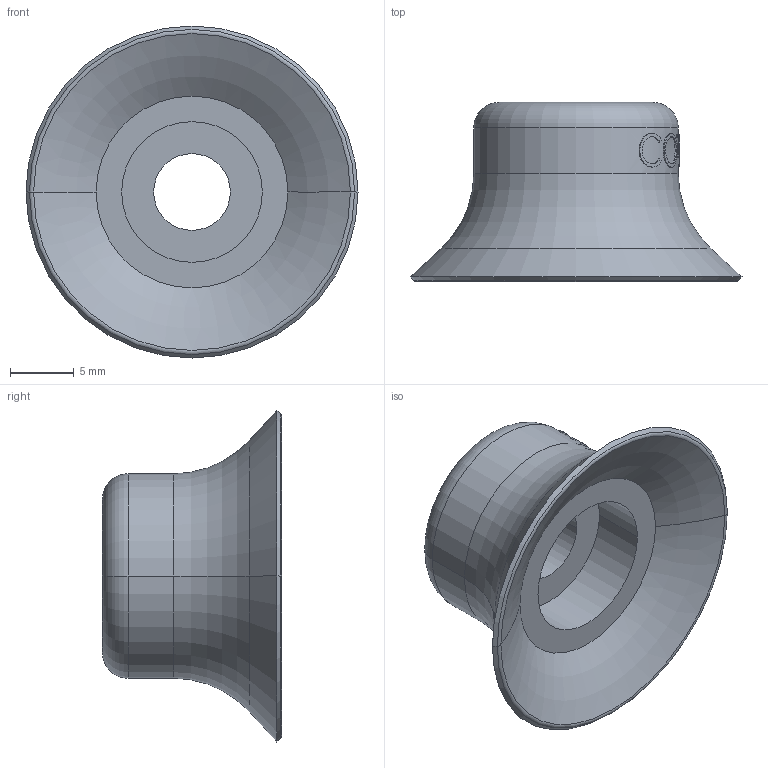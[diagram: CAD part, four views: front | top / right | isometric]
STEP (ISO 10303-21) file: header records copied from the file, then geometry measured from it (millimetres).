
FILE_DESCRIPTION(('STEP AP214'),'1');
FILE_NAME('COVAL_VPG25NBR.stp','2017-12-27T16:19:45',('TraceParts'),('TraceParts S.A.'),'Spatial InterOp 3D',' ',' ');
FILE_SCHEMA(('automotive_design'));
Length unit declared in the file: millimetre
Products named in the file (1): COVAL_VPG25NBR
Bounding box: 25.97 x 14 x 25.97 mm (x, y, z)
Volume: 2219.8 mm3; surface area: 1857.3 mm2
Topology: 1 solids, 1 shells, 72 faces, 177 edges, 114 vertices
Faces by surface type: bspline 29, plane 17, cylinder 14, torus 8, cone 4
Entity records: 6905 total; most frequent: CARTESIAN_POINT 4839, ORIENTED_EDGE 354, DIRECTION 220, EDGE_CURVE 177, VERTEX_POINT 114, B_SPLINE_CURVE_WITH_KNOTS 99, AXIS2_PLACEMENT_3D 98, EDGE_LOOP 81
